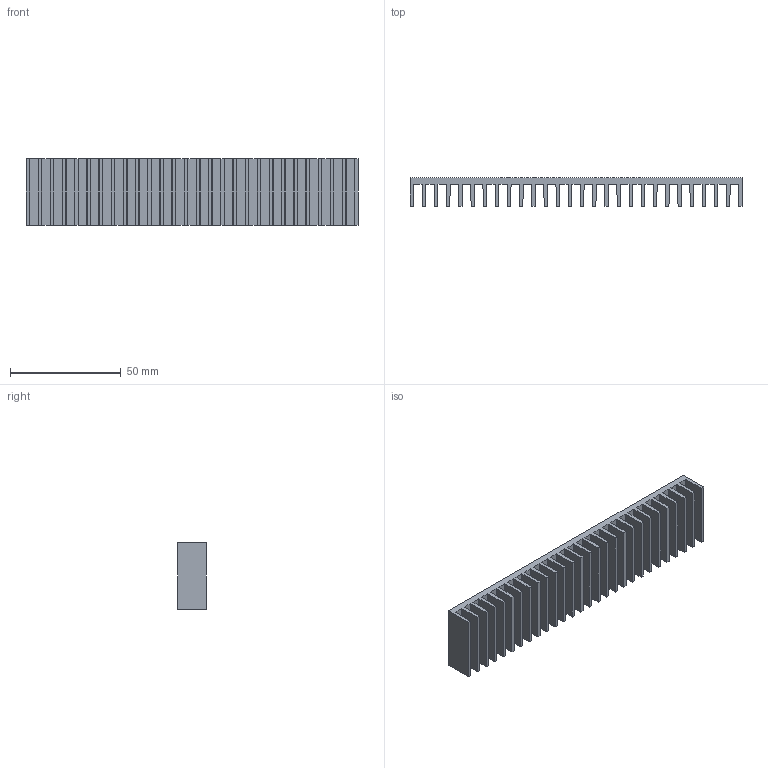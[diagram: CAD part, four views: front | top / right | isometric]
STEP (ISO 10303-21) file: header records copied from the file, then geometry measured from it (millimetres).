
FILE_DESCRIPTION(('STEP AP214'), '1');
FILE_NAME('冓儰僗闉 K172-30', '', ('UNSPECIFIED'), ('UNSPECIFIED'), 'ASCON STEP Converter 1.6', 'ASCON Math Kernel', '');
FILE_SCHEMA(('AUTOMOTIVE_DESIGN { 1 0 10303 214 3 1 1}'));
Length unit declared in the file: millimetre
Bounding box: 150 x 13 x 30 mm (x, y, z)
Volume: 26490 mm3; surface area: 27501.9 mm2
Topology: 1 solids, 1 shells, 114 faces, 336 edges, 224 vertices
Faces by surface type: plane 114
Entity records: 4676 total; most frequent: CARTESIAN_POINT 675, ORIENTED_EDGE 672, DIRECTION 566, EDGE_CURVE 336, LINE 336, VECTOR 336, VERTEX_POINT 224, AXIS2_PLACEMENT_3D 115
